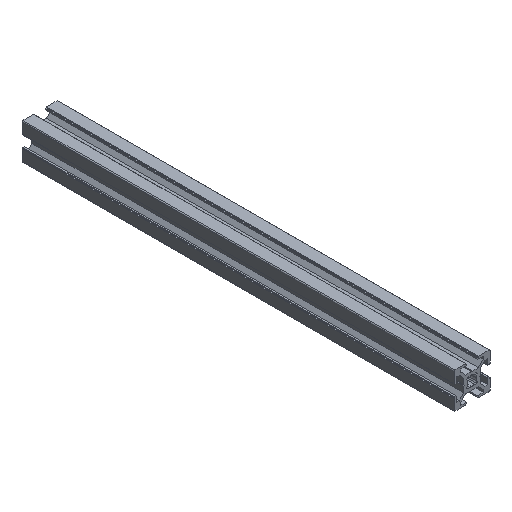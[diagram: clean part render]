
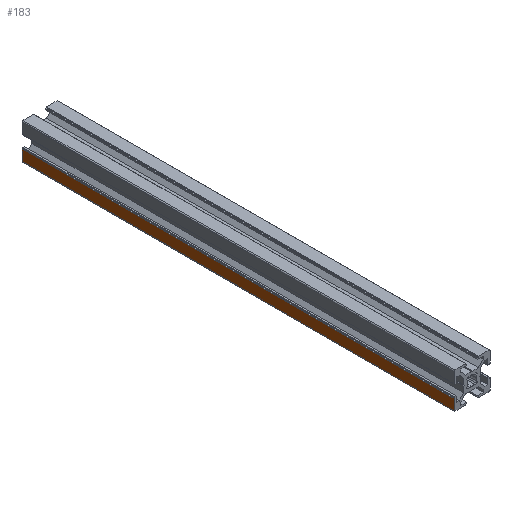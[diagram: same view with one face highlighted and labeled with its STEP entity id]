
A CAD part, isometric view. The second image highlights one B-rep face of the part: STEP entity #183.
In plain terms, the highlighted planar face has unit normal (-1, 0, 0).
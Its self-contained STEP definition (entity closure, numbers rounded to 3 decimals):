
#183=ADVANCED_FACE('',(#432),#433,.T.);
#432=FACE_OUTER_BOUND('',#747,.T.);
#433=PLANE('',#748);
#747=EDGE_LOOP('',(#1192,#1193,#1194,#1195));
#748=AXIS2_PLACEMENT_3D('',#1196,#1197,#1198);
#1192=ORIENTED_EDGE('',*,*,#2115,.T.);
#1193=ORIENTED_EDGE('',*,*,#2116,.F.);
#1194=ORIENTED_EDGE('',*,*,#2076,.T.);
#1195=ORIENTED_EDGE('',*,*,#2117,.T.);
#1196=CARTESIAN_POINT('',(-10.,0.0,0.));
#1197=DIRECTION('',(-1.0,-0.0,0.0));
#1198=DIRECTION('',(0.0,0.,-1.0));
#2076=EDGE_CURVE('',#2548,#2546,#2549,.T.);
#2115=EDGE_CURVE('',#2616,#2617,#2618,.T.);
#2116=EDGE_CURVE('',#2548,#2617,#2619,.T.);
#2117=EDGE_CURVE('',#2546,#2616,#2620,.T.);
#2546=VERTEX_POINT('',#3211);
#2548=VERTEX_POINT('',#3213);
#2549=LINE('',#3214,#3215);
#2616=VERTEX_POINT('',#3304);
#2617=VERTEX_POINT('',#3305);
#2618=LINE('',#3306,#3307);
#2619=LINE('',#3308,#3309);
#2620=LINE('',#3310,#3311);
#3211=CARTESIAN_POINT('',(-10.,-240.0,-9.5));
#3213=CARTESIAN_POINT('',(-10.,0.,-9.5));
#3214=CARTESIAN_POINT('',(-10.,0.,-9.5));
#3215=VECTOR('',#3947,1.0);
#3304=CARTESIAN_POINT('',(-10.0,-240.0,-3.5));
#3305=CARTESIAN_POINT('',(-10.,0.,-3.5));
#3306=CARTESIAN_POINT('',(-10.,0.,-3.5));
#3307=VECTOR('',#3991,1.0);
#3308=CARTESIAN_POINT('',(-10.,0.,-9.5));
#3309=VECTOR('',#3992,1.0);
#3310=CARTESIAN_POINT('',(-10.,-240.0,-9.5));
#3311=VECTOR('',#3993,1.0);
#3947=DIRECTION('',(0.0,-1.0,0.));
#3991=DIRECTION('',(0.0,1.0,0.));
#3992=DIRECTION('',(0.0,0.,1.0));
#3993=DIRECTION('',(0.0,0.,1.0));
